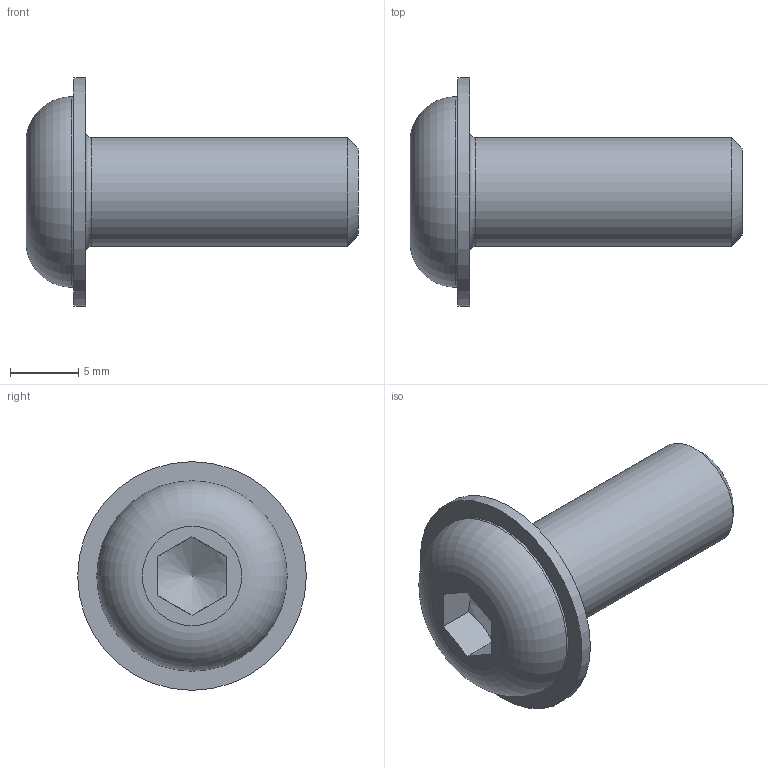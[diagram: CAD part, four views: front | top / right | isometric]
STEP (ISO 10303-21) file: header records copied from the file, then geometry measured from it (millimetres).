
FILE_DESCRIPTION(/* description */ ('šroub s int. podložkou, BN11252'),/* implementation_level */ '2;1');
FILE_NAME(/* name */ '200820.2.stp',/* time_stamp */ '2018-06-11T17:01:49+02:00',/* author */ ('Frančeová'),/* organization */ ('Alutec K&K'),/* preprocessor_version */ 'ST-DEVELOPER v16.1',/* originating_system */ 'Autodesk Inventor 2016',/* authorisation */ '');
FILE_SCHEMA (('AUTOMOTIVE_DESIGN { 1 0 10303 214 3 1 1 }'));
Length unit declared in the file: millimetre
Products named in the file (1): 200820.2
Bounding box: 24.4 x 16.8 x 16.8 mm (x, y, z)
Volume: 1571.2 mm3; surface area: 1113.7 mm2
Topology: 1 solids, 1 shells, 17 faces, 36 edges, 23 vertices
Faces by surface type: plane 10, cylinder 3, torus 2, cone 2
Full cylindrical faces by diameter (mm): 8 x1, 14 x1, 16.8 x1
Entity records: 420 total; most frequent: CARTESIAN_POINT 78, DIRECTION 66, ORIENTED_EDGE 54, EDGE_CURVE 27, AXIS2_PLACEMENT_3D 27, EDGE_LOOP 26, VERTEX_POINT 21, FACE_OUTER_BOUND 17
